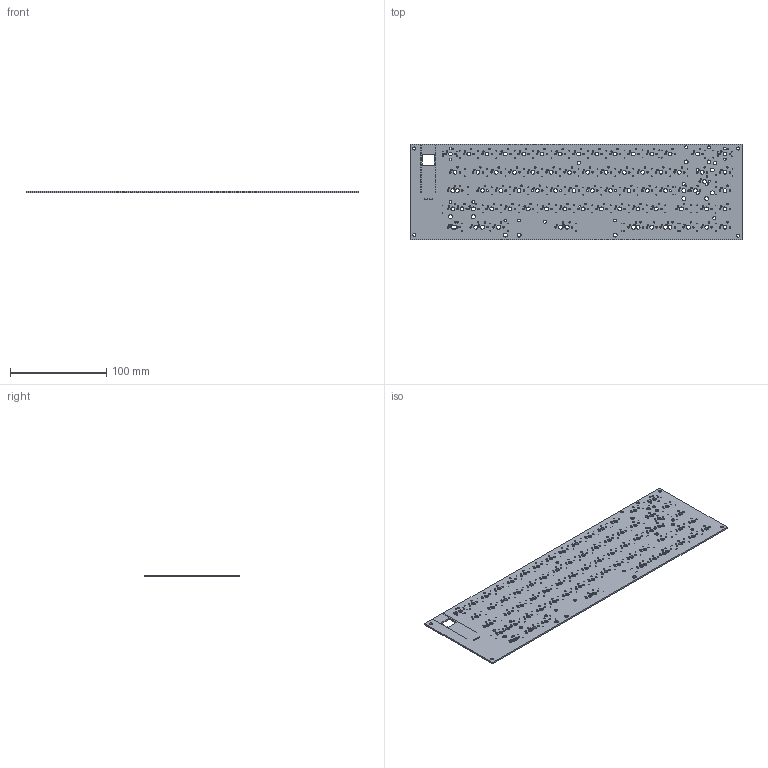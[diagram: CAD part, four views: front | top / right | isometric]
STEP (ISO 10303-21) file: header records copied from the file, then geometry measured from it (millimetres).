
FILE_DESCRIPTION(('KiCad electronic assembly'),'2;1');
FILE_NAME('stoutgatv2.step','2020-08-06T17:26:57',('An Author'),( 'A Company'),'Open CASCADE STEP processor 7.3', 'KiCad to STEP converter','Unknown');
FILE_SCHEMA(('AUTOMOTIVE_DESIGN { 1 0 10303 214 1 1 1 1 }'));
Length unit declared in the file: millimetre
Products named in the file (2): Open CASCADE STEP translator 7.3 1; COMPOUND
Assembly tree (1 placements, depth 2):
  Open CASCADE STEP translator 7.3 1
    COMPOUND
Bounding box: 345.72 x 99.47 x 1.6 mm (x, y, z)
Volume: 51645.4 mm3; surface area: 71322.9 mm2
Topology: 1 solids, 1 shells, 653 faces, 1953 edges, 1302 vertices
Faces by surface type: cylinder 635, plane 18
Full cylindrical faces by diameter (mm): 0.75 x138, 0.762 x40, 0.813 x4, 1 x10, 1.5 x152, 1.7 x142, 3.048 x1, 3.05 x7, 3.2 x8, 3.988 x1, 4 x76
Entity records: 50541 total; most frequent: DIRECTION 8379, CARTESIAN_POINT 7876, ORIENTED_EDGE 3906, PCURVE 3906, DEFINITIONAL_REPRESENTATION 3906, LINE 3259, VECTOR 3259, CIRCLE 2540
